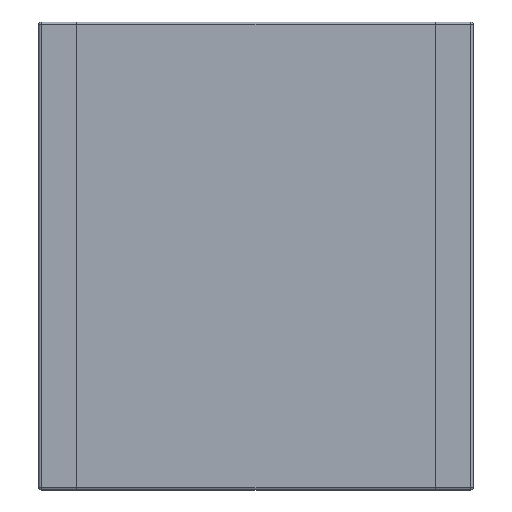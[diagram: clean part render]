
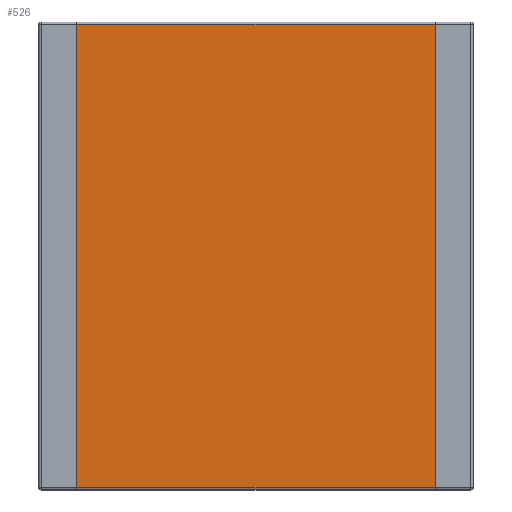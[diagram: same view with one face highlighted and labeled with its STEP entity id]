
A CAD part, front view. The second image highlights one B-rep face of the part: STEP entity #526.
In plain terms, the highlighted planar face has unit normal (0, -1, 0).
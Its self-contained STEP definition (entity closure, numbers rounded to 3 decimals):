
#511 = ORIENTED_EDGE ( 'NONE', *, *, #564, .F. ) ;
#512 = ORIENTED_EDGE ( 'NONE', *, *, #514, .T. ) ;
#513 = EDGE_CURVE ( 'NONE', #532, #563, #910, .T. ) ;
#514 = EDGE_CURVE ( 'NONE', #557, #632, #963, .T. ) ;
#517 = EDGE_LOOP ( 'NONE', ( #558, #566, #511, #512 ) ) ;
#526 = ADVANCED_FACE ( 'NONE', ( #940 ), #985, .T. ) ;
#529 = EDGE_CURVE ( 'NONE', #532, #632, #976, .T. ) ;
#532 = VERTEX_POINT ( 'NONE', #972 ) ;
#557 = VERTEX_POINT ( 'NONE', #1066 ) ;
#558 = ORIENTED_EDGE ( 'NONE', *, *, #529, .F. ) ;
#563 = VERTEX_POINT ( 'NONE', #1055 ) ;
#564 = EDGE_CURVE ( 'NONE', #557, #563, #1053, .T. ) ;
#566 = ORIENTED_EDGE ( 'NONE', *, *, #513, .T. ) ;
#632 = VERTEX_POINT ( 'NONE', #1302 ) ;
#908 = VECTOR ( 'NONE', #964, 1000. ) ;
#909 = CARTESIAN_POINT ( 'NONE',  ( 4.55, 0., -4.85 ) ) ;
#910 = LINE ( 'NONE', #909, #908 ) ;
#940 = FACE_OUTER_BOUND ( 'NONE', #517, .T. ) ;
#960 = DIRECTION ( 'NONE',  ( -1., 0., 0. ) ) ;
#961 = VECTOR ( 'NONE', #960, 1000. ) ;
#962 = CARTESIAN_POINT ( 'NONE',  ( -4.55, 0., 4.85 ) ) ;
#963 = LINE ( 'NONE', #962, #961 ) ;
#964 = DIRECTION ( 'NONE',  ( 1., 0., 0. ) ) ;
#972 = CARTESIAN_POINT ( 'NONE',  ( -3.75, 0., -4.85 ) ) ;
#973 = DIRECTION ( 'NONE',  ( 0., 0., 1. ) ) ;
#974 = VECTOR ( 'NONE', #973, 1000. ) ;
#975 = CARTESIAN_POINT ( 'NONE',  ( -3.75, 0., -4.9 ) ) ;
#976 = LINE ( 'NONE', #975, #974 ) ;
#981 = DIRECTION ( 'NONE',  ( 0., 0., -1. ) ) ;
#982 = DIRECTION ( 'NONE',  ( 0., -1., 0. ) ) ;
#983 = CARTESIAN_POINT ( 'NONE',  ( 4.55, 0., -4.9 ) ) ;
#984 = AXIS2_PLACEMENT_3D ( 'NONE', #983, #982, #981 ) ;
#985 = PLANE ( 'NONE',  #984 ) ;
#1050 = DIRECTION ( 'NONE',  ( 0., 0., -1. ) ) ;
#1051 = VECTOR ( 'NONE', #1050, 1000. ) ;
#1052 = CARTESIAN_POINT ( 'NONE',  ( 3.75, 0., -4.9 ) ) ;
#1053 = LINE ( 'NONE', #1052, #1051 ) ;
#1055 = CARTESIAN_POINT ( 'NONE',  ( 3.75, 0., -4.85 ) ) ;
#1066 = CARTESIAN_POINT ( 'NONE',  ( 3.75, 0., 4.85 ) ) ;
#1302 = CARTESIAN_POINT ( 'NONE',  ( -3.75, 0., 4.85 ) ) ;
